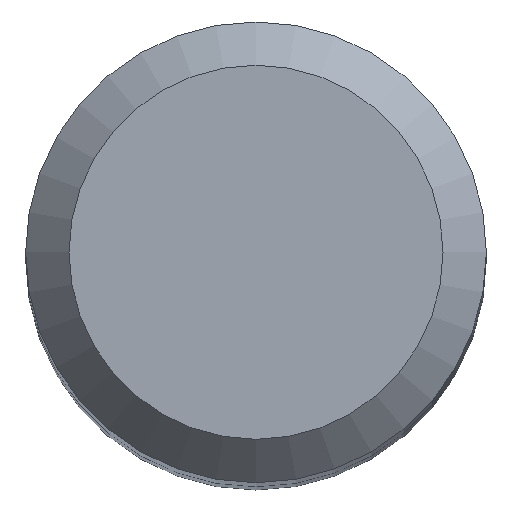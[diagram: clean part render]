
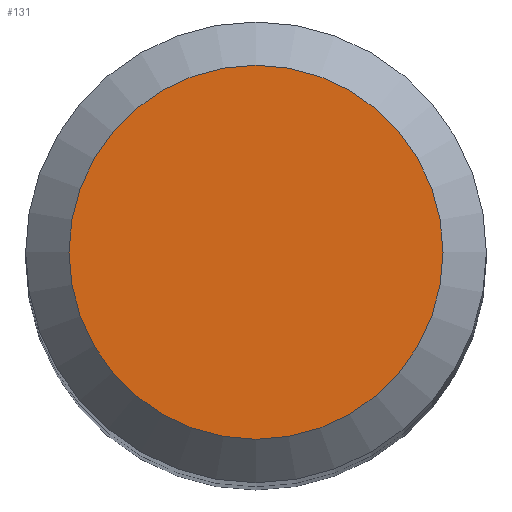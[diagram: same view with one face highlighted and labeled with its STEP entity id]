
A CAD part, top view. The second image highlights one B-rep face of the part: STEP entity #131.
In plain terms, the highlighted planar face has unit normal (0, 0, 1).
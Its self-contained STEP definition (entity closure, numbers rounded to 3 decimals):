
#39 = CIRCLE ( 'NONE', #60, 3.45 ) ;
#49 = CARTESIAN_POINT ( 'NONE',  ( 0., 0., 79. ) ) ;
#52 = ORIENTED_EDGE ( 'NONE', *, *, #106, .F. ) ;
#60 = AXIS2_PLACEMENT_3D ( 'NONE', #113, #81, #166 ) ;
#63 = DIRECTION ( 'NONE',  ( 0., 0., -1. ) ) ;
#64 = FACE_OUTER_BOUND ( 'NONE', #167, .T. ) ;
#80 = CARTESIAN_POINT ( 'NONE',  ( 0., 3.45, 79. ) ) ;
#81 = DIRECTION ( 'NONE',  ( 0., 0., -1. ) ) ;
#106 = EDGE_CURVE ( 'NONE', #114, #114, #39, .T. ) ;
#113 = CARTESIAN_POINT ( 'NONE',  ( 0., 0., 79. ) ) ;
#114 = VERTEX_POINT ( 'NONE', #80 ) ;
#120 = AXIS2_PLACEMENT_3D ( 'NONE', #49, #63, #182 ) ;
#131 = ADVANCED_FACE ( 'NONE', ( #64 ), #178, .F. ) ;
#166 = DIRECTION ( 'NONE',  ( 0., 1., 0. ) ) ;
#167 = EDGE_LOOP ( 'NONE', ( #52 ) ) ;
#178 = PLANE ( 'NONE',  #120 ) ;
#182 = DIRECTION ( 'NONE',  ( 0., 1., 0. ) ) ;
